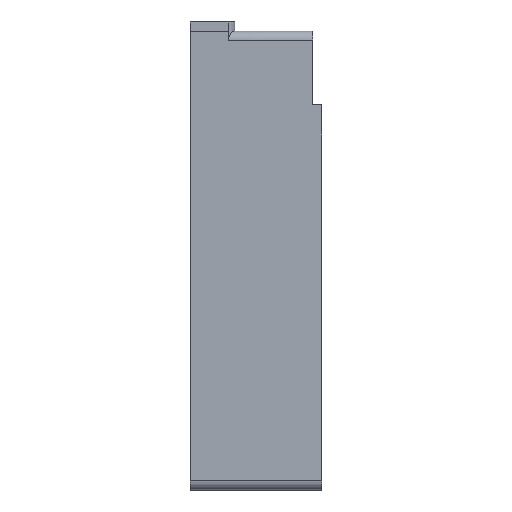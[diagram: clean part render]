
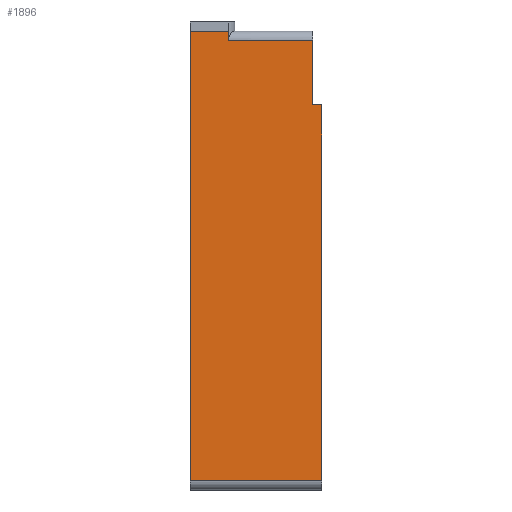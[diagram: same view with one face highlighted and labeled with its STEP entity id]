
A CAD part, left-side view. The second image highlights one B-rep face of the part: STEP entity #1896.
In plain terms, the highlighted planar face has unit normal (-1, 0, 0).
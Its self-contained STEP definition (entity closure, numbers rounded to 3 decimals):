
#31 = PLANE('',#32);
#32 = AXIS2_PLACEMENT_3D('',#33,#34,#35);
#33 = CARTESIAN_POINT('',(-70.,30.,-50.5));
#34 = DIRECTION('',(0.,-1.,0.));
#35 = DIRECTION('',(0.,0.,-1.));
#224 = VERTEX_POINT('',#225);
#225 = CARTESIAN_POINT('',(-140.,30.,0.));
#251 = EDGE_CURVE('',#224,#252,#254,.T.);
#252 = VERTEX_POINT('',#253);
#253 = CARTESIAN_POINT('',(-140.,30.,-99.));
#254 = SURFACE_CURVE('',#255,(#259,#266),.PCURVE_S1.);
#255 = LINE('',#256,#257);
#256 = CARTESIAN_POINT('',(-140.,30.,0.));
#257 = VECTOR('',#258,1.);
#258 = DIRECTION('',(0.,0.,-1.));
#259 = PCURVE('',#31,#260);
#260 = DEFINITIONAL_REPRESENTATION('',(#261),#265);
#261 = LINE('',#262,#263);
#262 = CARTESIAN_POINT('',(-50.5,-70.));
#263 = VECTOR('',#264,1.);
#264 = DIRECTION('',(1.,0.));
#265 = ( GEOMETRIC_REPRESENTATION_CONTEXT(2) 
PARAMETRIC_REPRESENTATION_CONTEXT() REPRESENTATION_CONTEXT('2D SPACE',''
  ) );
#266 = PCURVE('',#267,#272);
#267 = PLANE('',#268);
#268 = AXIS2_PLACEMENT_3D('',#269,#270,#271);
#269 = CARTESIAN_POINT('',(-140.,0.,0.));
#270 = DIRECTION('',(-1.,0.,0.));
#271 = DIRECTION('',(0.,0.,-1.));
#272 = DEFINITIONAL_REPRESENTATION('',(#273),#277);
#273 = LINE('',#274,#275);
#274 = CARTESIAN_POINT('',(0.,-30.));
#275 = VECTOR('',#276,1.);
#276 = DIRECTION('',(1.,0.));
#277 = ( GEOMETRIC_REPRESENTATION_CONTEXT(2) 
PARAMETRIC_REPRESENTATION_CONTEXT() REPRESENTATION_CONTEXT('2D SPACE',''
  ) );
#300 = CYLINDRICAL_SURFACE('',#301,2.);
#301 = AXIS2_PLACEMENT_3D('',#302,#303,#304);
#302 = CARTESIAN_POINT('',(-138.,0.,-99.));
#303 = DIRECTION('',(0.,1.,0.));
#304 = DIRECTION('',(0.,0.,-1.));
#1217 = PLANE('',#1218);
#1218 = AXIS2_PLACEMENT_3D('',#1219,#1220,#1221);
#1219 = CARTESIAN_POINT('',(-50.933,3.,-27.433));
#1220 = DIRECTION('',(0.,1.,0.));
#1221 = DIRECTION('',(0.,0.,1.));
#1493 = CYLINDRICAL_SURFACE('',#1494,4.624);
#1494 = AXIS2_PLACEMENT_3D('',#1495,#1496,#1497);
#1495 = CARTESIAN_POINT('',(-136.624,24.75,0.));
#1496 = DIRECTION('',(-0.,-0.,-1.));
#1497 = DIRECTION('',(1.,0.,0.));
#1519 = CYLINDRICAL_SURFACE('',#1520,2.);
#1520 = AXIS2_PLACEMENT_3D('',#1521,#1522,#1523);
#1521 = CARTESIAN_POINT('',(-138.,3.,-2.));
#1522 = DIRECTION('',(0.,1.,0.));
#1523 = DIRECTION('',(-1.,0.,0.));
#1678 = PLANE('',#1679);
#1679 = AXIS2_PLACEMENT_3D('',#1680,#1681,#1682);
#1680 = CARTESIAN_POINT('',(-70.,1.,-50.5));
#1681 = DIRECTION('',(0.,-1.,0.));
#1682 = DIRECTION('',(0.,0.,-1.));
#1767 = VERTEX_POINT('',#1768);
#1768 = CARTESIAN_POINT('',(-140.,1.,-99.));
#1794 = EDGE_CURVE('',#1767,#252,#1795,.T.);
#1795 = SURFACE_CURVE('',#1796,(#1800,#1807),.PCURVE_S1.);
#1796 = LINE('',#1797,#1798);
#1797 = CARTESIAN_POINT('',(-140.,0.,-99.));
#1798 = VECTOR('',#1799,1.);
#1799 = DIRECTION('',(0.,1.,0.));
#1800 = PCURVE('',#300,#1801);
#1801 = DEFINITIONAL_REPRESENTATION('',(#1802),#1806);
#1802 = LINE('',#1803,#1804);
#1803 = CARTESIAN_POINT('',(1.571,0.));
#1804 = VECTOR('',#1805,1.);
#1805 = DIRECTION('',(0.,1.));
#1806 = ( GEOMETRIC_REPRESENTATION_CONTEXT(2) 
PARAMETRIC_REPRESENTATION_CONTEXT() REPRESENTATION_CONTEXT('2D SPACE',''
  ) );
#1807 = PCURVE('',#267,#1808);
#1808 = DEFINITIONAL_REPRESENTATION('',(#1809),#1813);
#1809 = LINE('',#1810,#1811);
#1810 = CARTESIAN_POINT('',(99.,0.));
#1811 = VECTOR('',#1812,1.);
#1812 = DIRECTION('',(0.,-1.));
#1813 = ( GEOMETRIC_REPRESENTATION_CONTEXT(2) 
PARAMETRIC_REPRESENTATION_CONTEXT() REPRESENTATION_CONTEXT('2D SPACE',''
  ) );
#1835 = PLANE('',#1836);
#1836 = AXIS2_PLACEMENT_3D('',#1837,#1838,#1839);
#1837 = CARTESIAN_POINT('',(-140.,21.59,0.));
#1838 = DIRECTION('',(-1.,0.,0.));
#1839 = DIRECTION('',(0.,1.,0.));
#1896 = ADVANCED_FACE('',(#1897),#267,.T.);
#1897 = FACE_BOUND('',#1898,.T.);
#1898 = EDGE_LOOP('',(#1899,#1922,#1945,#1968,#1989,#1990,#1991,#2014));
#1899 = ORIENTED_EDGE('',*,*,#1900,.F.);
#1900 = EDGE_CURVE('',#1901,#1903,#1905,.T.);
#1901 = VERTEX_POINT('',#1902);
#1902 = CARTESIAN_POINT('',(-140.,3.,-2.));
#1903 = VERTEX_POINT('',#1904);
#1904 = CARTESIAN_POINT('',(-140.,3.,-16.25));
#1905 = SURFACE_CURVE('',#1906,(#1910,#1916),.PCURVE_S1.);
#1906 = LINE('',#1907,#1908);
#1907 = CARTESIAN_POINT('',(-140.,3.,-13.717));
#1908 = VECTOR('',#1909,1.);
#1909 = DIRECTION('',(-0.,0.,-1.));
#1910 = PCURVE('',#267,#1911);
#1911 = DEFINITIONAL_REPRESENTATION('',(#1912),#1915);
#1912 = B_SPLINE_CURVE_WITH_KNOTS('',1,(#1913,#1914),.UNSPECIFIED.,.F.,
  .F.,(2,2),(-23.817,97.383),.PIECEWISE_BEZIER_KNOTS.);
#1913 = CARTESIAN_POINT('',(-10.1,-3.));
#1914 = CARTESIAN_POINT('',(111.1,-3.));
#1915 = ( GEOMETRIC_REPRESENTATION_CONTEXT(2) 
PARAMETRIC_REPRESENTATION_CONTEXT() REPRESENTATION_CONTEXT('2D SPACE',''
  ) );
#1916 = PCURVE('',#1217,#1917);
#1917 = DEFINITIONAL_REPRESENTATION('',(#1918),#1921);
#1918 = B_SPLINE_CURVE_WITH_KNOTS('',1,(#1919,#1920),.UNSPECIFIED.,.F.,
  .F.,(2,2),(-23.817,97.383),.PIECEWISE_BEZIER_KNOTS.);
#1919 = CARTESIAN_POINT('',(37.533,-89.067));
#1920 = CARTESIAN_POINT('',(-83.667,-89.067));
#1921 = ( GEOMETRIC_REPRESENTATION_CONTEXT(2) 
PARAMETRIC_REPRESENTATION_CONTEXT() REPRESENTATION_CONTEXT('2D SPACE',''
  ) );
#1922 = ORIENTED_EDGE('',*,*,#1923,.T.);
#1923 = EDGE_CURVE('',#1901,#1924,#1926,.T.);
#1924 = VERTEX_POINT('',#1925);
#1925 = CARTESIAN_POINT('',(-140.,21.59,-2.));
#1926 = SURFACE_CURVE('',#1927,(#1931,#1938),.PCURVE_S1.);
#1927 = LINE('',#1928,#1929);
#1928 = CARTESIAN_POINT('',(-140.,3.,-2.));
#1929 = VECTOR('',#1930,1.);
#1930 = DIRECTION('',(0.,1.,0.));
#1931 = PCURVE('',#267,#1932);
#1932 = DEFINITIONAL_REPRESENTATION('',(#1933),#1937);
#1933 = LINE('',#1934,#1935);
#1934 = CARTESIAN_POINT('',(2.,-3.));
#1935 = VECTOR('',#1936,1.);
#1936 = DIRECTION('',(0.,-1.));
#1937 = ( GEOMETRIC_REPRESENTATION_CONTEXT(2) 
PARAMETRIC_REPRESENTATION_CONTEXT() REPRESENTATION_CONTEXT('2D SPACE',''
  ) );
#1938 = PCURVE('',#1519,#1939);
#1939 = DEFINITIONAL_REPRESENTATION('',(#1940),#1944);
#1940 = LINE('',#1941,#1942);
#1941 = CARTESIAN_POINT('',(0.,0.));
#1942 = VECTOR('',#1943,1.);
#1943 = DIRECTION('',(0.,1.));
#1944 = ( GEOMETRIC_REPRESENTATION_CONTEXT(2) 
PARAMETRIC_REPRESENTATION_CONTEXT() REPRESENTATION_CONTEXT('2D SPACE',''
  ) );
#1945 = ORIENTED_EDGE('',*,*,#1946,.F.);
#1946 = EDGE_CURVE('',#1947,#1924,#1949,.T.);
#1947 = VERTEX_POINT('',#1948);
#1948 = CARTESIAN_POINT('',(-140.,21.59,0.));
#1949 = SURFACE_CURVE('',#1950,(#1954,#1961),.PCURVE_S1.);
#1950 = LINE('',#1951,#1952);
#1951 = CARTESIAN_POINT('',(-140.,21.59,0.));
#1952 = VECTOR('',#1953,1.);
#1953 = DIRECTION('',(-0.,-0.,-1.));
#1954 = PCURVE('',#267,#1955);
#1955 = DEFINITIONAL_REPRESENTATION('',(#1956),#1960);
#1956 = LINE('',#1957,#1958);
#1957 = CARTESIAN_POINT('',(0.,-21.59));
#1958 = VECTOR('',#1959,1.);
#1959 = DIRECTION('',(1.,0.));
#1960 = ( GEOMETRIC_REPRESENTATION_CONTEXT(2) 
PARAMETRIC_REPRESENTATION_CONTEXT() REPRESENTATION_CONTEXT('2D SPACE',''
  ) );
#1961 = PCURVE('',#1493,#1962);
#1962 = DEFINITIONAL_REPRESENTATION('',(#1963),#1967);
#1963 = LINE('',#1964,#1965);
#1964 = CARTESIAN_POINT('',(-3.894,0.));
#1965 = VECTOR('',#1966,1.);
#1966 = DIRECTION('',(-0.,1.));
#1967 = ( GEOMETRIC_REPRESENTATION_CONTEXT(2) 
PARAMETRIC_REPRESENTATION_CONTEXT() REPRESENTATION_CONTEXT('2D SPACE',''
  ) );
#1968 = ORIENTED_EDGE('',*,*,#1969,.T.);
#1969 = EDGE_CURVE('',#1947,#224,#1970,.T.);
#1970 = SURFACE_CURVE('',#1971,(#1975,#1982),.PCURVE_S1.);
#1971 = LINE('',#1972,#1973);
#1972 = CARTESIAN_POINT('',(-140.,21.59,0.));
#1973 = VECTOR('',#1974,1.);
#1974 = DIRECTION('',(0.,1.,0.));
#1975 = PCURVE('',#267,#1976);
#1976 = DEFINITIONAL_REPRESENTATION('',(#1977),#1981);
#1977 = LINE('',#1978,#1979);
#1978 = CARTESIAN_POINT('',(0.,-21.59));
#1979 = VECTOR('',#1980,1.);
#1980 = DIRECTION('',(0.,-1.));
#1981 = ( GEOMETRIC_REPRESENTATION_CONTEXT(2) 
PARAMETRIC_REPRESENTATION_CONTEXT() REPRESENTATION_CONTEXT('2D SPACE',''
  ) );
#1982 = PCURVE('',#1835,#1983);
#1983 = DEFINITIONAL_REPRESENTATION('',(#1984),#1988);
#1984 = LINE('',#1985,#1986);
#1985 = CARTESIAN_POINT('',(0.,0.));
#1986 = VECTOR('',#1987,1.);
#1987 = DIRECTION('',(1.,0.));
#1988 = ( GEOMETRIC_REPRESENTATION_CONTEXT(2) 
PARAMETRIC_REPRESENTATION_CONTEXT() REPRESENTATION_CONTEXT('2D SPACE',''
  ) );
#1989 = ORIENTED_EDGE('',*,*,#251,.T.);
#1990 = ORIENTED_EDGE('',*,*,#1794,.F.);
#1991 = ORIENTED_EDGE('',*,*,#1992,.F.);
#1992 = EDGE_CURVE('',#1993,#1767,#1995,.T.);
#1993 = VERTEX_POINT('',#1994);
#1994 = CARTESIAN_POINT('',(-140.,1.,-16.25));
#1995 = SURFACE_CURVE('',#1996,(#2000,#2007),.PCURVE_S1.);
#1996 = LINE('',#1997,#1998);
#1997 = CARTESIAN_POINT('',(-140.,1.,0.));
#1998 = VECTOR('',#1999,1.);
#1999 = DIRECTION('',(0.,0.,-1.));
#2000 = PCURVE('',#267,#2001);
#2001 = DEFINITIONAL_REPRESENTATION('',(#2002),#2006);
#2002 = LINE('',#2003,#2004);
#2003 = CARTESIAN_POINT('',(0.,-1.));
#2004 = VECTOR('',#2005,1.);
#2005 = DIRECTION('',(1.,0.));
#2006 = ( GEOMETRIC_REPRESENTATION_CONTEXT(2) 
PARAMETRIC_REPRESENTATION_CONTEXT() REPRESENTATION_CONTEXT('2D SPACE',''
  ) );
#2007 = PCURVE('',#1678,#2008);
#2008 = DEFINITIONAL_REPRESENTATION('',(#2009),#2013);
#2009 = LINE('',#2010,#2011);
#2010 = CARTESIAN_POINT('',(-50.5,-70.));
#2011 = VECTOR('',#2012,1.);
#2012 = DIRECTION('',(1.,0.));
#2013 = ( GEOMETRIC_REPRESENTATION_CONTEXT(2) 
PARAMETRIC_REPRESENTATION_CONTEXT() REPRESENTATION_CONTEXT('2D SPACE',''
  ) );
#2014 = ORIENTED_EDGE('',*,*,#2015,.T.);
#2015 = EDGE_CURVE('',#1993,#1903,#2016,.T.);
#2016 = SURFACE_CURVE('',#2017,(#2021,#2027),.PCURVE_S1.);
#2017 = LINE('',#2018,#2019);
#2018 = CARTESIAN_POINT('',(-140.,0.,-16.25));
#2019 = VECTOR('',#2020,1.);
#2020 = DIRECTION('',(0.,1.,0.));
#2021 = PCURVE('',#267,#2022);
#2022 = DEFINITIONAL_REPRESENTATION('',(#2023),#2026);
#2023 = B_SPLINE_CURVE_WITH_KNOTS('',1,(#2024,#2025),.UNSPECIFIED.,.F.,
  .F.,(2,2),(-0.3,3.3),.PIECEWISE_BEZIER_KNOTS.);
#2024 = CARTESIAN_POINT('',(16.25,0.3));
#2025 = CARTESIAN_POINT('',(16.25,-3.3));
#2026 = ( GEOMETRIC_REPRESENTATION_CONTEXT(2) 
PARAMETRIC_REPRESENTATION_CONTEXT() REPRESENTATION_CONTEXT('2D SPACE',''
  ) );
#2027 = PCURVE('',#2028,#2033);
#2028 = PLANE('',#2029);
#2029 = AXIS2_PLACEMENT_3D('',#2030,#2031,#2032);
#2030 = CARTESIAN_POINT('',(-16.25,0.,-16.25));
#2031 = DIRECTION('',(0.,0.,1.));
#2032 = DIRECTION('',(-1.,0.,0.));
#2033 = DEFINITIONAL_REPRESENTATION('',(#2034),#2037);
#2034 = B_SPLINE_CURVE_WITH_KNOTS('',1,(#2035,#2036),.UNSPECIFIED.,.F.,
  .F.,(2,2),(-0.3,3.3),.PIECEWISE_BEZIER_KNOTS.);
#2035 = CARTESIAN_POINT('',(123.75,0.3));
#2036 = CARTESIAN_POINT('',(123.75,-3.3));
#2037 = ( GEOMETRIC_REPRESENTATION_CONTEXT(2) 
PARAMETRIC_REPRESENTATION_CONTEXT() REPRESENTATION_CONTEXT('2D SPACE',''
  ) );
